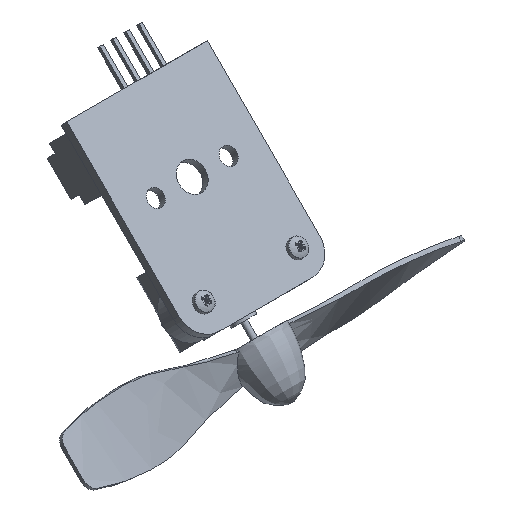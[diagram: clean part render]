
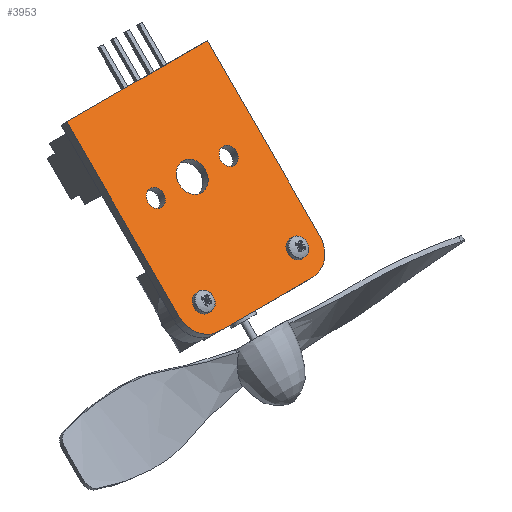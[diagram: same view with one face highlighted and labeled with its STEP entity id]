
A CAD part, isometric view. The second image highlights one B-rep face of the part: STEP entity #3953.
In plain terms, the highlighted face is planar.
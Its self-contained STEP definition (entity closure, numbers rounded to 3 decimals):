
#288=LINE('',#5682,#626);
#293=LINE('',#5696,#631);
#297=LINE('',#5708,#635);
#300=LINE('',#5713,#638);
#626=VECTOR('',#4601,30.5);
#631=VECTOR('',#4614,18.);
#635=VECTOR('',#4626,30.5);
#638=VECTOR('',#4631,27.);
#968=PLANE('',#4219);
#1121=FACE_BOUND('',#1410,.T.);
#1122=FACE_BOUND('',#1411,.T.);
#1123=FACE_BOUND('',#1412,.T.);
#1124=FACE_BOUND('',#1413,.T.);
#1125=FACE_BOUND('',#1414,.T.);
#1166=FACE_OUTER_BOUND('',#1409,.T.);
#1409=EDGE_LOOP('',(#2786,#2787,#2788,#2789,#2790,#2791));
#1410=EDGE_LOOP('',(#2792));
#1411=EDGE_LOOP('',(#2793));
#1412=EDGE_LOOP('',(#2794));
#1413=EDGE_LOOP('',(#2795));
#1414=EDGE_LOOP('',(#2796));
#1670=CIRCLE('',#4195,1.5);
#1672=CIRCLE('',#4198,0.8);
#1674=CIRCLE('',#4201,0.8);
#1676=CIRCLE('',#4204,1.5);
#1678=CIRCLE('',#4207,2.5);
#1680=CIRCLE('',#4211,4.5);
#1682=CIRCLE('',#4215,4.5);
#1787=VERTEX_POINT('',#5655);
#1789=VERTEX_POINT('',#5660);
#1791=VERTEX_POINT('',#5665);
#1793=VERTEX_POINT('',#5670);
#1795=VERTEX_POINT('',#5675);
#1797=VERTEX_POINT('',#5680);
#1798=VERTEX_POINT('',#5681);
#1801=VERTEX_POINT('',#5689);
#1803=VERTEX_POINT('',#5695);
#1805=VERTEX_POINT('',#5701);
#1807=VERTEX_POINT('',#5707);
#2175=EDGE_CURVE('',#1787,#1787,#1670,.T.);
#2177=EDGE_CURVE('',#1789,#1789,#1672,.T.);
#2179=EDGE_CURVE('',#1791,#1791,#1674,.T.);
#2181=EDGE_CURVE('',#1793,#1793,#1676,.T.);
#2183=EDGE_CURVE('',#1795,#1795,#1678,.T.);
#2185=EDGE_CURVE('',#1797,#1798,#288,.T.);
#2189=EDGE_CURVE('',#1798,#1801,#1680,.T.);
#2192=EDGE_CURVE('',#1801,#1803,#293,.T.);
#2195=EDGE_CURVE('',#1803,#1805,#1682,.T.);
#2198=EDGE_CURVE('',#1805,#1807,#297,.T.);
#2201=EDGE_CURVE('',#1807,#1797,#300,.T.);
#2786=ORIENTED_EDGE('',*,*,#2201,.T.);
#2787=ORIENTED_EDGE('',*,*,#2185,.T.);
#2788=ORIENTED_EDGE('',*,*,#2189,.T.);
#2789=ORIENTED_EDGE('',*,*,#2192,.T.);
#2790=ORIENTED_EDGE('',*,*,#2195,.T.);
#2791=ORIENTED_EDGE('',*,*,#2198,.T.);
#2792=ORIENTED_EDGE('',*,*,#2175,.T.);
#2793=ORIENTED_EDGE('',*,*,#2177,.T.);
#2794=ORIENTED_EDGE('',*,*,#2179,.T.);
#2795=ORIENTED_EDGE('',*,*,#2181,.T.);
#2796=ORIENTED_EDGE('',*,*,#2183,.T.);
#3953=ADVANCED_FACE('',(#1166,#1121,#1122,#1123,#1124,#1125),#968,.T.);
#4195=AXIS2_PLACEMENT_3D('',#5656,#4571,#4572);
#4198=AXIS2_PLACEMENT_3D('',#5661,#4577,#4578);
#4201=AXIS2_PLACEMENT_3D('',#5666,#4583,#4584);
#4204=AXIS2_PLACEMENT_3D('',#5671,#4589,#4590);
#4207=AXIS2_PLACEMENT_3D('',#5676,#4595,#4596);
#4211=AXIS2_PLACEMENT_3D('',#5690,#4607,#4608);
#4215=AXIS2_PLACEMENT_3D('',#5702,#4619,#4620);
#4219=AXIS2_PLACEMENT_3D('',#5715,#4633,#4634);
#4571=DIRECTION('center_axis',(0.,1.,0.));
#4572=DIRECTION('ref_axis',(-1.,0.,0.));
#4577=DIRECTION('center_axis',(0.,1.,0.));
#4578=DIRECTION('ref_axis',(-1.,0.,0.));
#4583=DIRECTION('center_axis',(0.,1.,0.));
#4584=DIRECTION('ref_axis',(-1.,0.,0.));
#4589=DIRECTION('center_axis',(0.,1.,0.));
#4590=DIRECTION('ref_axis',(-1.,0.,0.));
#4595=DIRECTION('center_axis',(0.,1.,0.));
#4596=DIRECTION('ref_axis',(0.,0.,-1.));
#4601=DIRECTION('',(0.,0.,-1.));
#4607=DIRECTION('center_axis',(0.,-1.,0.));
#4608=DIRECTION('ref_axis',(0.,0.,1.));
#4614=DIRECTION('',(1.,0.,0.));
#4619=DIRECTION('center_axis',(0.,-1.,0.));
#4620=DIRECTION('ref_axis',(-1.,0.,0.));
#4626=DIRECTION('',(0.,0.,1.));
#4631=DIRECTION('',(-1.,0.,0.));
#4633=DIRECTION('center_axis',(0.,-1.,0.));
#4634=DIRECTION('ref_axis',(0.,0.,-1.));
#5655=CARTESIAN_POINT('',(-19.,0.,-15.));
#5656=CARTESIAN_POINT('Origin',(-20.5,0.,-15.));
#5660=CARTESIAN_POINT('',(-21.7,0.,-30.5));
#5661=CARTESIAN_POINT('Origin',(-22.5,0.,-30.5));
#5665=CARTESIAN_POINT('',(-3.7,0.,-30.5));
#5666=CARTESIAN_POINT('Origin',(-4.5,0.,-30.5));
#5670=CARTESIAN_POINT('',(-5.,0.,-15.));
#5671=CARTESIAN_POINT('Origin',(-6.5,0.,-15.));
#5675=CARTESIAN_POINT('',(-13.5,0.,-12.5));
#5676=CARTESIAN_POINT('Origin',(-13.5,0.,-15.));
#5680=CARTESIAN_POINT('',(-27.,0.,0.));
#5681=CARTESIAN_POINT('',(-27.,0.,-30.5));
#5682=CARTESIAN_POINT('',(-27.,0.,0.));
#5689=CARTESIAN_POINT('',(-22.5,0.,-35.));
#5690=CARTESIAN_POINT('Origin',(-22.5,0.,-30.5));
#5695=CARTESIAN_POINT('',(-4.5,0.,-35.));
#5696=CARTESIAN_POINT('',(-22.5,0.,-35.));
#5701=CARTESIAN_POINT('',(0.,0.,-30.5));
#5702=CARTESIAN_POINT('Origin',(-4.5,0.,-30.5));
#5707=CARTESIAN_POINT('',(0.,0.,0.));
#5708=CARTESIAN_POINT('',(0.,0.,-30.5));
#5713=CARTESIAN_POINT('',(0.,0.,0.));
#5715=CARTESIAN_POINT('Origin',(-13.5,0.,-16.415));
